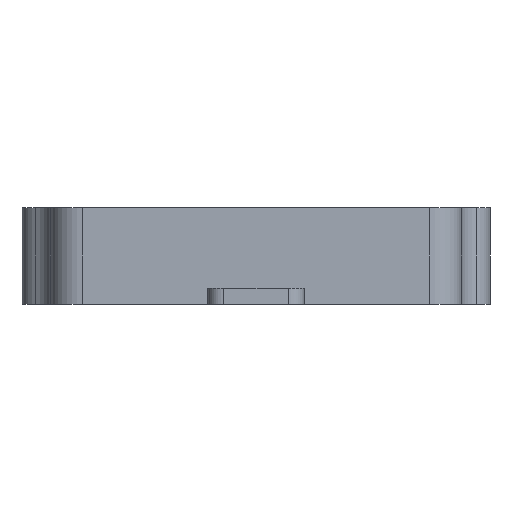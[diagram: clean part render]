
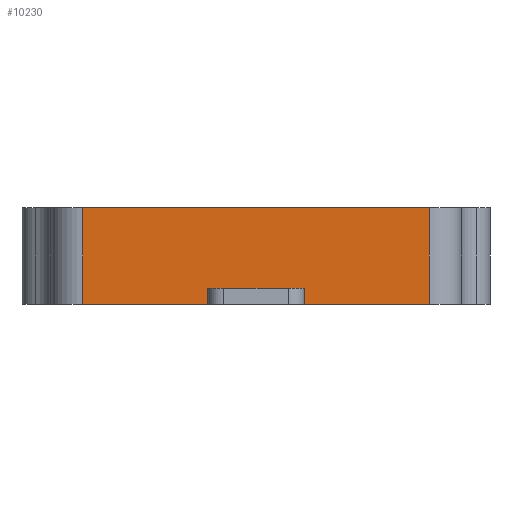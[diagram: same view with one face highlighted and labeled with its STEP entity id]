
A CAD part, front view. The second image highlights one B-rep face of the part: STEP entity #10230.
In plain terms, the highlighted planar face has unit normal (0, -1, 0).
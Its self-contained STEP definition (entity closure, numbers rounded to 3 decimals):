
#236 = PLANE('',#237);
#237 = AXIS2_PLACEMENT_3D('',#238,#239,#240);
#238 = CARTESIAN_POINT('',(64.,-33.845,0.));
#239 = DIRECTION('',(-0.,0.,1.));
#240 = DIRECTION('',(1.,0.,0.));
#583 = PLANE('',#584);
#584 = AXIS2_PLACEMENT_3D('',#585,#586,#587);
#585 = CARTESIAN_POINT('',(64.,-33.845,30.));
#586 = DIRECTION('',(0.,0.,1.));
#587 = DIRECTION('',(1.,0.,-0.));
#1352 = VERTEX_POINT('',#1353);
#1353 = CARTESIAN_POINT('',(-54.,-79.,30.));
#1372 = CYLINDRICAL_SURFACE('',#1373,10.);
#1373 = AXIS2_PLACEMENT_3D('',#1374,#1375,#1376);
#1374 = CARTESIAN_POINT('',(-54.,-69.,0.));
#1375 = DIRECTION('',(0.,0.,1.));
#1376 = DIRECTION('',(0.,-1.,0.));
#1384 = EDGE_CURVE('',#1385,#1352,#1387,.T.);
#1385 = VERTEX_POINT('',#1386);
#1386 = CARTESIAN_POINT('',(54.,-79.,30.));
#1387 = SURFACE_CURVE('',#1388,(#1392,#1399),.PCURVE_S1.);
#1388 = LINE('',#1389,#1390);
#1389 = CARTESIAN_POINT('',(0.,-79.,30.));
#1390 = VECTOR('',#1391,1.);
#1391 = DIRECTION('',(-1.,0.,-0.));
#1392 = PCURVE('',#583,#1393);
#1393 = DEFINITIONAL_REPRESENTATION('',(#1394),#1398);
#1394 = LINE('',#1395,#1396);
#1395 = CARTESIAN_POINT('',(-64.,-45.155));
#1396 = VECTOR('',#1397,1.);
#1397 = DIRECTION('',(-1.,0.));
#1398 = ( GEOMETRIC_REPRESENTATION_CONTEXT(2) 
PARAMETRIC_REPRESENTATION_CONTEXT() REPRESENTATION_CONTEXT('2D SPACE',''
  ) );
#1399 = PCURVE('',#1400,#1405);
#1400 = PLANE('',#1401);
#1401 = AXIS2_PLACEMENT_3D('',#1402,#1403,#1404);
#1402 = CARTESIAN_POINT('',(0.,-79.,15.087));
#1403 = DIRECTION('',(0.,1.,0.));
#1404 = DIRECTION('',(1.,0.,0.));
#1405 = DEFINITIONAL_REPRESENTATION('',(#1406),#1410);
#1406 = LINE('',#1407,#1408);
#1407 = CARTESIAN_POINT('',(0.,-14.913));
#1408 = VECTOR('',#1409,1.);
#1409 = DIRECTION('',(-1.,0.));
#1410 = ( GEOMETRIC_REPRESENTATION_CONTEXT(2) 
PARAMETRIC_REPRESENTATION_CONTEXT() REPRESENTATION_CONTEXT('2D SPACE',''
  ) );
#1429 = CYLINDRICAL_SURFACE('',#1430,10.);
#1430 = AXIS2_PLACEMENT_3D('',#1431,#1432,#1433);
#1431 = CARTESIAN_POINT('',(54.,-69.,0.));
#1432 = DIRECTION('',(0.,0.,1.));
#1433 = DIRECTION('',(0.,-1.,-0.));
#2552 = VERTEX_POINT('',#2553);
#2553 = CARTESIAN_POINT('',(-54.,-79.,0.));
#2581 = EDGE_CURVE('',#2552,#1352,#2582,.T.);
#2582 = SURFACE_CURVE('',#2583,(#2587,#2594),.PCURVE_S1.);
#2583 = LINE('',#2584,#2585);
#2584 = CARTESIAN_POINT('',(-54.,-79.,0.));
#2585 = VECTOR('',#2586,1.);
#2586 = DIRECTION('',(0.,0.,1.));
#2587 = PCURVE('',#1372,#2588);
#2588 = DEFINITIONAL_REPRESENTATION('',(#2589),#2593);
#2589 = LINE('',#2590,#2591);
#2590 = CARTESIAN_POINT('',(-0.,0.));
#2591 = VECTOR('',#2592,1.);
#2592 = DIRECTION('',(-0.,1.));
#2593 = ( GEOMETRIC_REPRESENTATION_CONTEXT(2) 
PARAMETRIC_REPRESENTATION_CONTEXT() REPRESENTATION_CONTEXT('2D SPACE',''
  ) );
#2594 = PCURVE('',#1400,#2595);
#2595 = DEFINITIONAL_REPRESENTATION('',(#2596),#2600);
#2596 = LINE('',#2597,#2598);
#2597 = CARTESIAN_POINT('',(-54.,15.087));
#2598 = VECTOR('',#2599,1.);
#2599 = DIRECTION('',(0.,-1.));
#2600 = ( GEOMETRIC_REPRESENTATION_CONTEXT(2) 
PARAMETRIC_REPRESENTATION_CONTEXT() REPRESENTATION_CONTEXT('2D SPACE',''
  ) );
#2835 = VERTEX_POINT('',#2836);
#2836 = CARTESIAN_POINT('',(54.,-79.,0.));
#2860 = EDGE_CURVE('',#2835,#1385,#2861,.T.);
#2861 = SURFACE_CURVE('',#2862,(#2866,#2873),.PCURVE_S1.);
#2862 = LINE('',#2863,#2864);
#2863 = CARTESIAN_POINT('',(54.,-79.,0.));
#2864 = VECTOR('',#2865,1.);
#2865 = DIRECTION('',(0.,0.,1.));
#2866 = PCURVE('',#1429,#2867);
#2867 = DEFINITIONAL_REPRESENTATION('',(#2868),#2872);
#2868 = LINE('',#2869,#2870);
#2869 = CARTESIAN_POINT('',(0.,0.));
#2870 = VECTOR('',#2871,1.);
#2871 = DIRECTION('',(0.,1.));
#2872 = ( GEOMETRIC_REPRESENTATION_CONTEXT(2) 
PARAMETRIC_REPRESENTATION_CONTEXT() REPRESENTATION_CONTEXT('2D SPACE',''
  ) );
#2873 = PCURVE('',#1400,#2874);
#2874 = DEFINITIONAL_REPRESENTATION('',(#2875),#2879);
#2875 = LINE('',#2876,#2877);
#2876 = CARTESIAN_POINT('',(54.,15.087));
#2877 = VECTOR('',#2878,1.);
#2878 = DIRECTION('',(0.,-1.));
#2879 = ( GEOMETRIC_REPRESENTATION_CONTEXT(2) 
PARAMETRIC_REPRESENTATION_CONTEXT() REPRESENTATION_CONTEXT('2D SPACE',''
  ) );
#10230 = ADVANCED_FACE('',(#10231),#1400,.F.);
#10231 = FACE_BOUND('',#10232,.T.);
#10232 = EDGE_LOOP('',(#10233,#10256,#10257,#10258,#10259,#10282,#10309,
    #10337));
#10233 = ORIENTED_EDGE('',*,*,#10234,.T.);
#10234 = EDGE_CURVE('',#10235,#2835,#10237,.T.);
#10235 = VERTEX_POINT('',#10236);
#10236 = CARTESIAN_POINT('',(15.,-79.,0.));
#10237 = SURFACE_CURVE('',#10238,(#10242,#10249),.PCURVE_S1.);
#10238 = LINE('',#10239,#10240);
#10239 = CARTESIAN_POINT('',(0.,-79.,0.));
#10240 = VECTOR('',#10241,1.);
#10241 = DIRECTION('',(1.,0.,0.));
#10242 = PCURVE('',#1400,#10243);
#10243 = DEFINITIONAL_REPRESENTATION('',(#10244),#10248);
#10244 = LINE('',#10245,#10246);
#10245 = CARTESIAN_POINT('',(0.,15.087));
#10246 = VECTOR('',#10247,1.);
#10247 = DIRECTION('',(1.,0.));
#10248 = ( GEOMETRIC_REPRESENTATION_CONTEXT(2) 
PARAMETRIC_REPRESENTATION_CONTEXT() REPRESENTATION_CONTEXT('2D SPACE',''
  ) );
#10249 = PCURVE('',#236,#10250);
#10250 = DEFINITIONAL_REPRESENTATION('',(#10251),#10255);
#10251 = LINE('',#10252,#10253);
#10252 = CARTESIAN_POINT('',(-64.,-45.155));
#10253 = VECTOR('',#10254,1.);
#10254 = DIRECTION('',(1.,0.));
#10255 = ( GEOMETRIC_REPRESENTATION_CONTEXT(2) 
PARAMETRIC_REPRESENTATION_CONTEXT() REPRESENTATION_CONTEXT('2D SPACE',''
  ) );
#10256 = ORIENTED_EDGE('',*,*,#2860,.T.);
#10257 = ORIENTED_EDGE('',*,*,#1384,.T.);
#10258 = ORIENTED_EDGE('',*,*,#2581,.F.);
#10259 = ORIENTED_EDGE('',*,*,#10260,.F.);
#10260 = EDGE_CURVE('',#10261,#2552,#10263,.T.);
#10261 = VERTEX_POINT('',#10262);
#10262 = CARTESIAN_POINT('',(-15.,-79.,0.));
#10263 = SURFACE_CURVE('',#10264,(#10268,#10275),.PCURVE_S1.);
#10264 = LINE('',#10265,#10266);
#10265 = CARTESIAN_POINT('',(0.,-79.,0.));
#10266 = VECTOR('',#10267,1.);
#10267 = DIRECTION('',(-1.,0.,-0.));
#10268 = PCURVE('',#1400,#10269);
#10269 = DEFINITIONAL_REPRESENTATION('',(#10270),#10274);
#10270 = LINE('',#10271,#10272);
#10271 = CARTESIAN_POINT('',(0.,15.087));
#10272 = VECTOR('',#10273,1.);
#10273 = DIRECTION('',(-1.,0.));
#10274 = ( GEOMETRIC_REPRESENTATION_CONTEXT(2) 
PARAMETRIC_REPRESENTATION_CONTEXT() REPRESENTATION_CONTEXT('2D SPACE',''
  ) );
#10275 = PCURVE('',#236,#10276);
#10276 = DEFINITIONAL_REPRESENTATION('',(#10277),#10281);
#10277 = LINE('',#10278,#10279);
#10278 = CARTESIAN_POINT('',(-64.,-45.155));
#10279 = VECTOR('',#10280,1.);
#10280 = DIRECTION('',(-1.,0.));
#10281 = ( GEOMETRIC_REPRESENTATION_CONTEXT(2) 
PARAMETRIC_REPRESENTATION_CONTEXT() REPRESENTATION_CONTEXT('2D SPACE',''
  ) );
#10282 = ORIENTED_EDGE('',*,*,#10283,.T.);
#10283 = EDGE_CURVE('',#10261,#10284,#10286,.T.);
#10284 = VERTEX_POINT('',#10285);
#10285 = CARTESIAN_POINT('',(-15.,-79.,5.));
#10286 = SURFACE_CURVE('',#10287,(#10291,#10298),.PCURVE_S1.);
#10287 = LINE('',#10288,#10289);
#10288 = CARTESIAN_POINT('',(-15.,-79.,0.));
#10289 = VECTOR('',#10290,1.);
#10290 = DIRECTION('',(0.,0.,1.));
#10291 = PCURVE('',#1400,#10292);
#10292 = DEFINITIONAL_REPRESENTATION('',(#10293),#10297);
#10293 = LINE('',#10294,#10295);
#10294 = CARTESIAN_POINT('',(-15.,15.087));
#10295 = VECTOR('',#10296,1.);
#10296 = DIRECTION('',(0.,-1.));
#10297 = ( GEOMETRIC_REPRESENTATION_CONTEXT(2) 
PARAMETRIC_REPRESENTATION_CONTEXT() REPRESENTATION_CONTEXT('2D SPACE',''
  ) );
#10298 = PCURVE('',#10299,#10304);
#10299 = PLANE('',#10300);
#10300 = AXIS2_PLACEMENT_3D('',#10301,#10302,#10303);
#10301 = CARTESIAN_POINT('',(-15.,-74.,0.));
#10302 = DIRECTION('',(1.,0.,0.));
#10303 = DIRECTION('',(0.,-1.,0.));
#10304 = DEFINITIONAL_REPRESENTATION('',(#10305),#10308);
#10305 = B_SPLINE_CURVE_WITH_KNOTS('',1,(#10306,#10307),.UNSPECIFIED.,
  .F.,.F.,(2,2),(-0.5,5.5),.PIECEWISE_BEZIER_KNOTS.);
#10306 = CARTESIAN_POINT('',(5.,0.5));
#10307 = CARTESIAN_POINT('',(5.,-5.5));
#10308 = ( GEOMETRIC_REPRESENTATION_CONTEXT(2) 
PARAMETRIC_REPRESENTATION_CONTEXT() REPRESENTATION_CONTEXT('2D SPACE',''
  ) );
#10309 = ORIENTED_EDGE('',*,*,#10310,.T.);
#10310 = EDGE_CURVE('',#10284,#10311,#10313,.T.);
#10311 = VERTEX_POINT('',#10312);
#10312 = CARTESIAN_POINT('',(15.,-79.,5.));
#10313 = SURFACE_CURVE('',#10314,(#10318,#10325),.PCURVE_S1.);
#10314 = LINE('',#10315,#10316);
#10315 = CARTESIAN_POINT('',(7.5,-79.,5.));
#10316 = VECTOR('',#10317,1.);
#10317 = DIRECTION('',(1.,0.,0.));
#10318 = PCURVE('',#1400,#10319);
#10319 = DEFINITIONAL_REPRESENTATION('',(#10320),#10324);
#10320 = LINE('',#10321,#10322);
#10321 = CARTESIAN_POINT('',(7.5,10.087));
#10322 = VECTOR('',#10323,1.);
#10323 = DIRECTION('',(1.,0.));
#10324 = ( GEOMETRIC_REPRESENTATION_CONTEXT(2) 
PARAMETRIC_REPRESENTATION_CONTEXT() REPRESENTATION_CONTEXT('2D SPACE',''
  ) );
#10325 = PCURVE('',#10326,#10331);
#10326 = PLANE('',#10327);
#10327 = AXIS2_PLACEMENT_3D('',#10328,#10329,#10330);
#10328 = CARTESIAN_POINT('',(15.,-89.,5.));
#10329 = DIRECTION('',(0.,0.,-1.));
#10330 = DIRECTION('',(-1.,0.,0.));
#10331 = DEFINITIONAL_REPRESENTATION('',(#10332),#10336);
#10332 = LINE('',#10333,#10334);
#10333 = CARTESIAN_POINT('',(7.5,10.));
#10334 = VECTOR('',#10335,1.);
#10335 = DIRECTION('',(-1.,0.));
#10336 = ( GEOMETRIC_REPRESENTATION_CONTEXT(2) 
PARAMETRIC_REPRESENTATION_CONTEXT() REPRESENTATION_CONTEXT('2D SPACE',''
  ) );
#10337 = ORIENTED_EDGE('',*,*,#10338,.F.);
#10338 = EDGE_CURVE('',#10235,#10311,#10339,.T.);
#10339 = SURFACE_CURVE('',#10340,(#10344,#10351),.PCURVE_S1.);
#10340 = LINE('',#10341,#10342);
#10341 = CARTESIAN_POINT('',(15.,-79.,0.));
#10342 = VECTOR('',#10343,1.);
#10343 = DIRECTION('',(0.,0.,1.));
#10344 = PCURVE('',#1400,#10345);
#10345 = DEFINITIONAL_REPRESENTATION('',(#10346),#10350);
#10346 = LINE('',#10347,#10348);
#10347 = CARTESIAN_POINT('',(15.,15.087));
#10348 = VECTOR('',#10349,1.);
#10349 = DIRECTION('',(0.,-1.));
#10350 = ( GEOMETRIC_REPRESENTATION_CONTEXT(2) 
PARAMETRIC_REPRESENTATION_CONTEXT() REPRESENTATION_CONTEXT('2D SPACE',''
  ) );
#10351 = PCURVE('',#10352,#10357);
#10352 = PLANE('',#10353);
#10353 = AXIS2_PLACEMENT_3D('',#10354,#10355,#10356);
#10354 = CARTESIAN_POINT('',(15.,-89.,0.));
#10355 = DIRECTION('',(-1.,0.,0.));
#10356 = DIRECTION('',(0.,1.,0.));
#10357 = DEFINITIONAL_REPRESENTATION('',(#10358),#10361);
#10358 = B_SPLINE_CURVE_WITH_KNOTS('',1,(#10359,#10360),.UNSPECIFIED.,
  .F.,.F.,(2,2),(-0.5,5.5),.PIECEWISE_BEZIER_KNOTS.);
#10359 = CARTESIAN_POINT('',(10.,0.5));
#10360 = CARTESIAN_POINT('',(10.,-5.5));
#10361 = ( GEOMETRIC_REPRESENTATION_CONTEXT(2) 
PARAMETRIC_REPRESENTATION_CONTEXT() REPRESENTATION_CONTEXT('2D SPACE',''
  ) );
